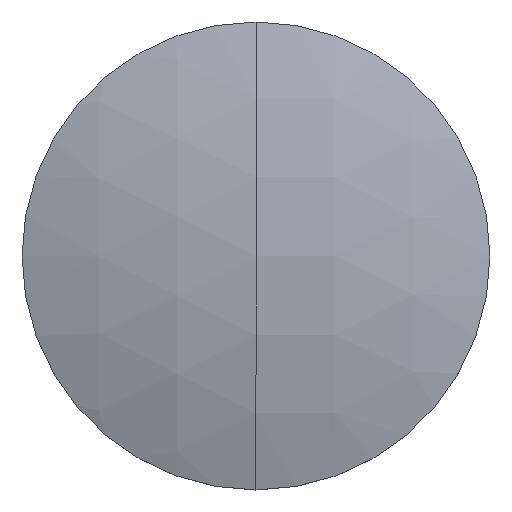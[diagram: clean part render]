
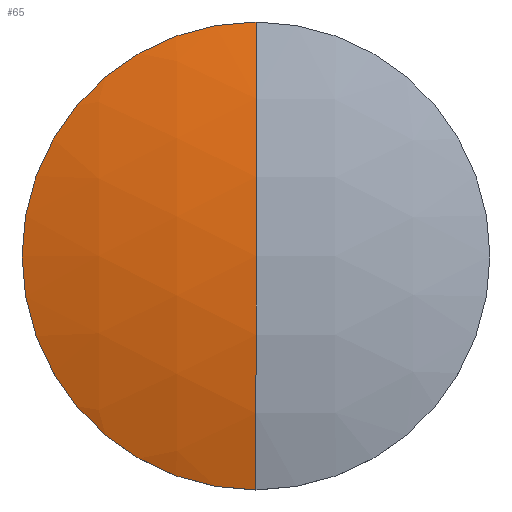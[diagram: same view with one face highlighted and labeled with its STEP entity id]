
A CAD part, top view. The second image highlights one B-rep face of the part: STEP entity #65.
In plain terms, the highlighted spherical face has radius 82.54 mm.
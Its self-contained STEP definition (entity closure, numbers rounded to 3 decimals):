
#1 = VERTEX_POINT ( 'NONE', #52 ) ;
#3 = EDGE_CURVE ( 'NONE', #1, #38, #46, .T. ) ;
#6 = EDGE_CURVE ( 'NONE', #1, #67, #60, .T. ) ;
#36 = ORIENTED_EDGE ( 'NONE', *, *, #37, .T. ) ;
#37 = EDGE_CURVE ( 'NONE', #70, #38, #214, .T. ) ;
#38 = VERTEX_POINT ( 'NONE', #248 ) ;
#46 = CIRCLE ( 'NONE', #81, 82.54 ) ;
#52 = CARTESIAN_POINT ( 'NONE',  ( 0., 25.4, -0.52 ) ) ;
#53 = CARTESIAN_POINT ( 'NONE',  ( 0., 0., -0.52 ) ) ;
#55 = ORIENTED_EDGE ( 'NONE', *, *, #3, .F. ) ;
#57 = DIRECTION ( 'NONE',  ( 1., 0., 0. ) ) ;
#58 = DIRECTION ( 'NONE',  ( 0., 0., 1. ) ) ;
#59 = AXIS2_PLACEMENT_3D ( 'NONE', #53, #58, #57 ) ;
#60 = CIRCLE ( 'NONE', #59, 25.4 ) ;
#65 = ADVANCED_FACE ( 'NONE', ( #252 ), #219, .T. ) ;
#67 = VERTEX_POINT ( 'NONE', #186 ) ;
#68 = ORIENTED_EDGE ( 'NONE', *, *, #69, .T. ) ;
#69 = EDGE_CURVE ( 'NONE', #67, #70, #235, .T. ) ;
#70 = VERTEX_POINT ( 'NONE', #229 ) ;
#71 = EDGE_LOOP ( 'NONE', ( #72, #68, #36, #55 ) ) ;
#72 = ORIENTED_EDGE ( 'NONE', *, *, #6, .T. ) ;
#78 = CARTESIAN_POINT ( 'NONE',  ( 0., 0., -79.055 ) ) ;
#79 = DIRECTION ( 'NONE',  ( 0., 0., -1. ) ) ;
#80 = DIRECTION ( 'NONE',  ( 1., 0., 0. ) ) ;
#81 = AXIS2_PLACEMENT_3D ( 'NONE', #78, #80, #79 ) ;
#183 = DIRECTION ( 'NONE',  ( 0., 1., 0. ) ) ;
#184 = DIRECTION ( 'NONE',  ( -1., 0., 0. ) ) ;
#185 = AXIS2_PLACEMENT_3D ( 'NONE', #218, #184, #183 ) ;
#186 = CARTESIAN_POINT ( 'NONE',  ( -25.4, 0., -0.52 ) ) ;
#191 = DIRECTION ( 'NONE',  ( -1., 0., 0. ) ) ;
#203 = DIRECTION ( 'NONE',  ( 0., -1., 0. ) ) ;
#214 = CIRCLE ( 'NONE', #224, 82.54 ) ;
#218 = CARTESIAN_POINT ( 'NONE',  ( 0., 0., -79.055 ) ) ;
#219 = SPHERICAL_SURFACE ( 'NONE', #185, 82.54 ) ;
#224 = AXIS2_PLACEMENT_3D ( 'NONE', #250, #191, #203 ) ;
#229 = CARTESIAN_POINT ( 'NONE',  ( 0., -25.4, -0.52 ) ) ;
#230 = DIRECTION ( 'NONE',  ( 1., 0., 0. ) ) ;
#231 = DIRECTION ( 'NONE',  ( 0., 0., 1. ) ) ;
#232 = CARTESIAN_POINT ( 'NONE',  ( 0., 0., -0.52 ) ) ;
#233 = AXIS2_PLACEMENT_3D ( 'NONE', #232, #231, #230 ) ;
#235 = CIRCLE ( 'NONE', #233, 25.4 ) ;
#248 = CARTESIAN_POINT ( 'NONE',  ( 0., 0., 3.485 ) ) ;
#250 = CARTESIAN_POINT ( 'NONE',  ( 0., 0., -79.055 ) ) ;
#252 = FACE_OUTER_BOUND ( 'NONE', #71, .T. ) ;
